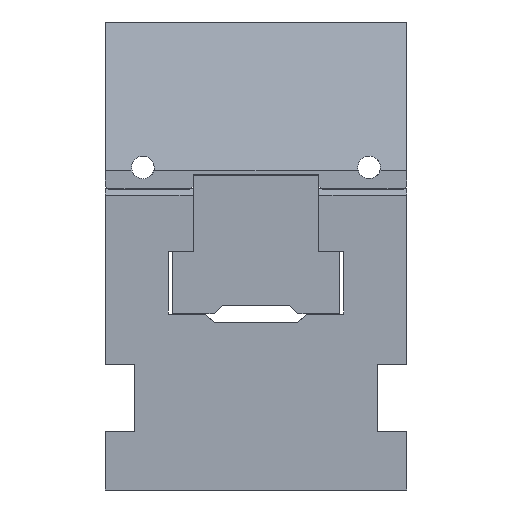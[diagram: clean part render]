
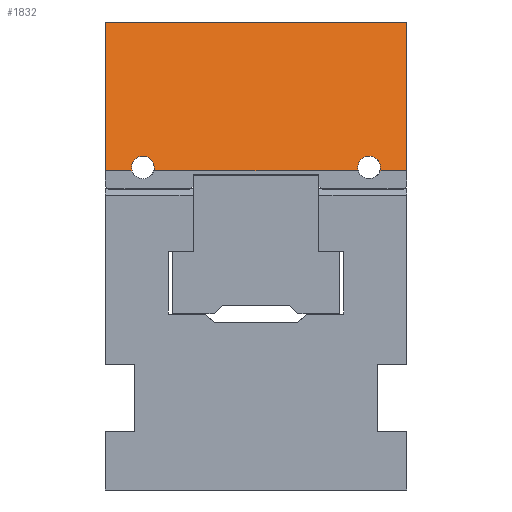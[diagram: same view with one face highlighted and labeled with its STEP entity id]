
A CAD part, front view. The second image highlights one B-rep face of the part: STEP entity #1832.
In plain terms, the highlighted face is planar.
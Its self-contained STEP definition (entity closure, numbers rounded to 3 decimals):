
#1832 = ADVANCED_FACE( '', ( #3828 ), #3829, .F. );
#3828 = FACE_OUTER_BOUND( '', #5976, .T. );
#3829 = PLANE( '', #5977 );
#5976 = EDGE_LOOP( '', ( #11561, #11562, #11563, #11564, #11565, #11566, #11567, #11568 ) );
#5977 = AXIS2_PLACEMENT_3D( '', #11569, #11570, #11571 );
#11561 = ORIENTED_EDGE( '', *, *, #14409, .T. );
#11562 = ORIENTED_EDGE( '', *, *, #14834, .T. );
#11563 = ORIENTED_EDGE( '', *, *, #14407, .T. );
#11564 = ORIENTED_EDGE( '', *, *, #14459, .T. );
#11565 = ORIENTED_EDGE( '', *, *, #13380, .F. );
#11566 = ORIENTED_EDGE( '', *, *, #15548, .F. );
#11567 = ORIENTED_EDGE( '', *, *, #14410, .T. );
#11568 = ORIENTED_EDGE( '', *, *, #14136, .T. );
#11569 = CARTESIAN_POINT( '', ( 36., 14.5, 20. ) );
#11570 = DIRECTION( '', ( 0., -0.966, -0.259 ) );
#11571 = DIRECTION( '', ( 0., 0.259, -0.966 ) );
#13380 = EDGE_CURVE( '', #16219, #16221, #16222, .T. );
#14136 = EDGE_CURVE( '', #17516, #17517, #17518, .T. );
#14407 = EDGE_CURVE( '', #17975, #17973, #17976, .T. );
#14409 = EDGE_CURVE( '', #17517, #17977, #17979, .T. );
#14410 = EDGE_CURVE( '', #17980, #17516, #17981, .T. );
#14459 = EDGE_CURVE( '', #17973, #16221, #18049, .T. );
#14834 = EDGE_CURVE( '', #17977, #17975, #18590, .T. );
#15548 = EDGE_CURVE( '', #17980, #16219, #19510, .T. );
#16219 = VERTEX_POINT( '', #20378 );
#16221 = VERTEX_POINT( '', #20381 );
#16222 = LINE( '', #20382, #20383 );
#17516 = VERTEX_POINT( '', #22275 );
#17517 = VERTEX_POINT( '', #22276 );
#17518 = ELLIPSE( '', #22277, 2.795, 2.7 );
#17973 = VERTEX_POINT( '', #22972 );
#17975 = VERTEX_POINT( '', #22975 );
#17976 = LINE( '', #22976, #22977 );
#17977 = VERTEX_POINT( '', #22978 );
#17979 = LINE( '', #22980, #22981 );
#17980 = VERTEX_POINT( '', #22982 );
#17981 = LINE( '', #22983, #22984 );
#18049 = LINE( '', #23087, #23088 );
#18590 = ELLIPSE( '', #23883, 2.795, 2.7 );
#19510 = LINE( '', #25293, #25294 );
#20378 = CARTESIAN_POINT( '', ( 36., 14.5, 20. ) );
#20381 = CARTESIAN_POINT( '', ( -36., 14.5, 20. ) );
#20382 = CARTESIAN_POINT( '', ( 36., 14.5, 20. ) );
#20383 = VECTOR( '', #25890, 1000. );
#22275 = CARTESIAN_POINT( '', ( 29.592, 24., -15.454 ) );
#22276 = CARTESIAN_POINT( '', ( 24.408, 24., -15.454 ) );
#22277 = AXIS2_PLACEMENT_3D( '', #26579, #26580, #26581 );
#22972 = CARTESIAN_POINT( '', ( -36., 24., -15.454 ) );
#22975 = CARTESIAN_POINT( '', ( -29.592, 24., -15.454 ) );
#22976 = CARTESIAN_POINT( '', ( 36., 24., -15.454 ) );
#22977 = VECTOR( '', #26844, 1000. );
#22978 = CARTESIAN_POINT( '', ( -24.408, 24., -15.454 ) );
#22980 = CARTESIAN_POINT( '', ( 36., 24., -15.454 ) );
#22981 = VECTOR( '', #26848, 1000. );
#22982 = CARTESIAN_POINT( '', ( 36., 24., -15.454 ) );
#22983 = CARTESIAN_POINT( '', ( 36., 24., -15.454 ) );
#22984 = VECTOR( '', #26849, 1000. );
#23087 = CARTESIAN_POINT( '', ( -36., 14.5, 20. ) );
#23088 = VECTOR( '', #26888, 1000. );
#23883 = AXIS2_PLACEMENT_3D( '', #27176, #27177, #27178 );
#25293 = CARTESIAN_POINT( '', ( 36., 14.5, 20. ) );
#25294 = VECTOR( '', #27690, 1000. );
#25890 = DIRECTION( '', ( -1., 0., 0. ) );
#26579 = CARTESIAN_POINT( '', ( 27., 23.798, -14.7 ) );
#26580 = DIRECTION( '', ( 0., -0.966, -0.259 ) );
#26581 = DIRECTION( '', ( 0., 0.259, -0.966 ) );
#26844 = DIRECTION( '', ( -1., 0., 0. ) );
#26848 = DIRECTION( '', ( -1., 0., 0. ) );
#26849 = DIRECTION( '', ( -1., 0., 0. ) );
#26888 = DIRECTION( '', ( 0., -0.259, 0.966 ) );
#27176 = CARTESIAN_POINT( '', ( -27., 23.798, -14.7 ) );
#27177 = DIRECTION( '', ( 0., -0.966, -0.259 ) );
#27178 = DIRECTION( '', ( 0., 0.259, -0.966 ) );
#27690 = DIRECTION( '', ( 0., -0.259, 0.966 ) );
